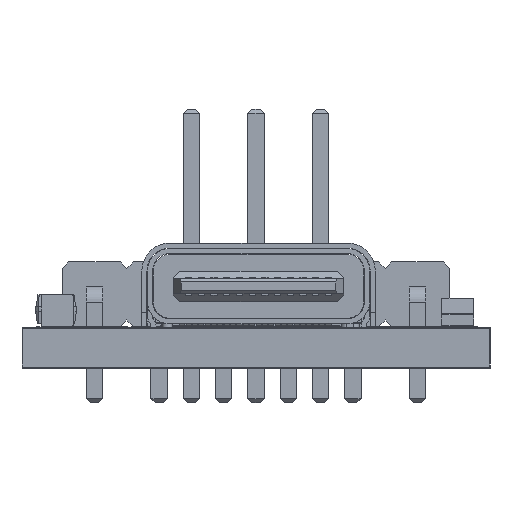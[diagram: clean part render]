
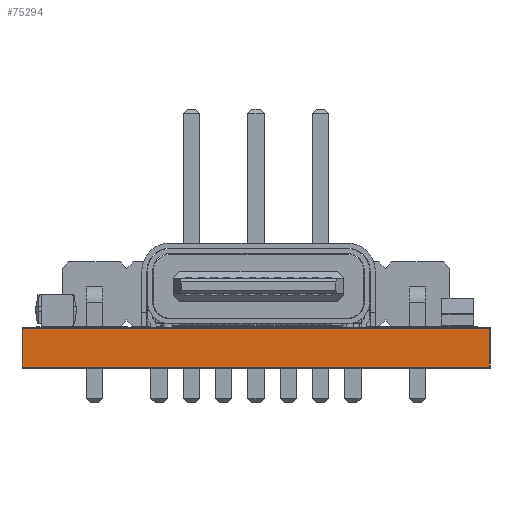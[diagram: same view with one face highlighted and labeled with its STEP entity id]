
A CAD part, left-side view. The second image highlights one B-rep face of the part: STEP entity #75294.
In plain terms, the highlighted planar face has unit normal (-1, 0, 0).
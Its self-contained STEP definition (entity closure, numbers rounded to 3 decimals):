
#75238 = VERTEX_POINT('',#75239);
#75239 = CARTESIAN_POINT('',(-35.306,-15.55,1.51));
#75245 = EDGE_CURVE('',#75246,#75238,#75248,.T.);
#75246 = VERTEX_POINT('',#75247);
#75247 = CARTESIAN_POINT('',(-35.306,-15.55,0.));
#75248 = LINE('',#75249,#75250);
#75249 = CARTESIAN_POINT('',(-35.306,-15.55,0.));
#75250 = VECTOR('',#75251,1.);
#75251 = DIRECTION('',(0.,0.,1.));
#75294 = ADVANCED_FACE('',(#75295),#75320,.T.);
#75295 = FACE_BOUND('',#75296,.T.);
#75296 = EDGE_LOOP('',(#75297,#75298,#75306,#75314));
#75297 = ORIENTED_EDGE('',*,*,#75245,.T.);
#75298 = ORIENTED_EDGE('',*,*,#75299,.T.);
#75299 = EDGE_CURVE('',#75238,#75300,#75302,.T.);
#75300 = VERTEX_POINT('',#75301);
#75301 = CARTESIAN_POINT('',(-35.306,2.85,1.51));
#75302 = LINE('',#75303,#75304);
#75303 = CARTESIAN_POINT('',(-35.306,-15.55,1.51));
#75304 = VECTOR('',#75305,1.);
#75305 = DIRECTION('',(0.,1.,0.));
#75306 = ORIENTED_EDGE('',*,*,#75307,.F.);
#75307 = EDGE_CURVE('',#75308,#75300,#75310,.T.);
#75308 = VERTEX_POINT('',#75309);
#75309 = CARTESIAN_POINT('',(-35.306,2.85,0.));
#75310 = LINE('',#75311,#75312);
#75311 = CARTESIAN_POINT('',(-35.306,2.85,0.));
#75312 = VECTOR('',#75313,1.);
#75313 = DIRECTION('',(0.,0.,1.));
#75314 = ORIENTED_EDGE('',*,*,#75315,.F.);
#75315 = EDGE_CURVE('',#75246,#75308,#75316,.T.);
#75316 = LINE('',#75317,#75318);
#75317 = CARTESIAN_POINT('',(-35.306,-15.55,0.));
#75318 = VECTOR('',#75319,1.);
#75319 = DIRECTION('',(0.,1.,0.));
#75320 = PLANE('',#75321);
#75321 = AXIS2_PLACEMENT_3D('',#75322,#75323,#75324);
#75322 = CARTESIAN_POINT('',(-35.306,-15.55,0.));
#75323 = DIRECTION('',(-1.,0.,0.));
#75324 = DIRECTION('',(0.,1.,0.));
